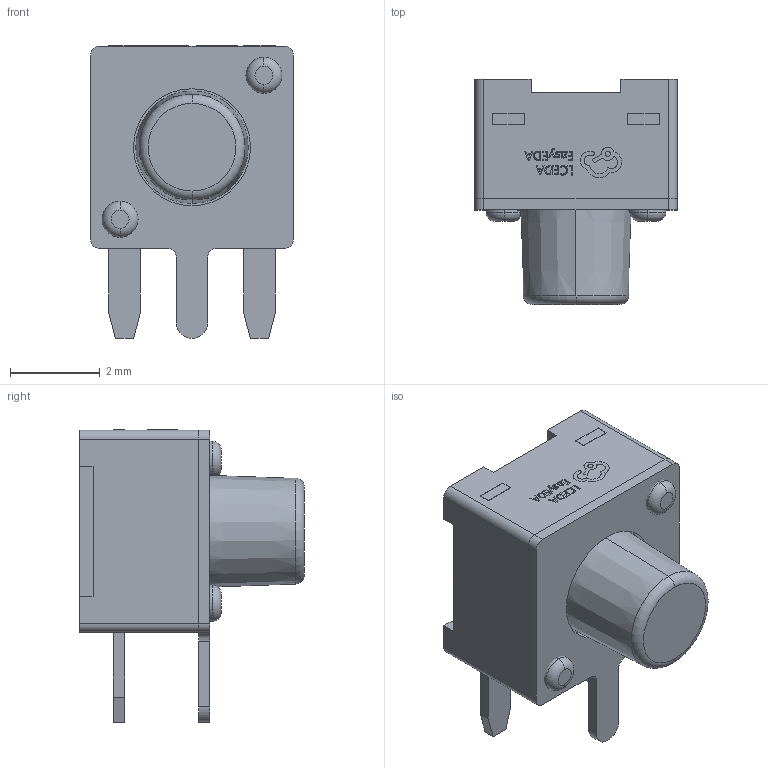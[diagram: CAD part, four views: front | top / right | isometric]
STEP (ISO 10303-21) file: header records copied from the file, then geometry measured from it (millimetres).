
FILE_DESCRIPTION (( 'STEP AP214' ), '1' );
FILE_NAME ('SW-TH_TS-1091B-A4B3-D2.step', '2022-10-26T09:22:30', ( '' ), ( '' ), 'SwSTEP 2.0', 'SolidWorks 2020', '' );
FILE_SCHEMA (( 'AUTOMOTIVE_DESIGN' ));
Length unit declared in the file: millimetre
Products named in the file (1): SW-TH_TS-1091B-A4B3-D2
Bounding box: 4.5 x 5 x 6.51 mm (x, y, z)
Volume: 64.8 mm3; surface area: 157.8 mm2
Topology: 2 solids, 2 shells, 319 faces, 852 edges, 566 vertices
Faces by surface type: plane 195, bspline 98, cylinder 18, torus 6, cone 2
Entity records: 13938 total; most frequent: CARTESIAN_POINT 3044, ORIENTED_EDGE 1704, DIRECTION 1148, EDGE_CURVE 852, VECTOR 600, LINE 600, VERTEX_POINT 566, EDGE_LOOP 350
